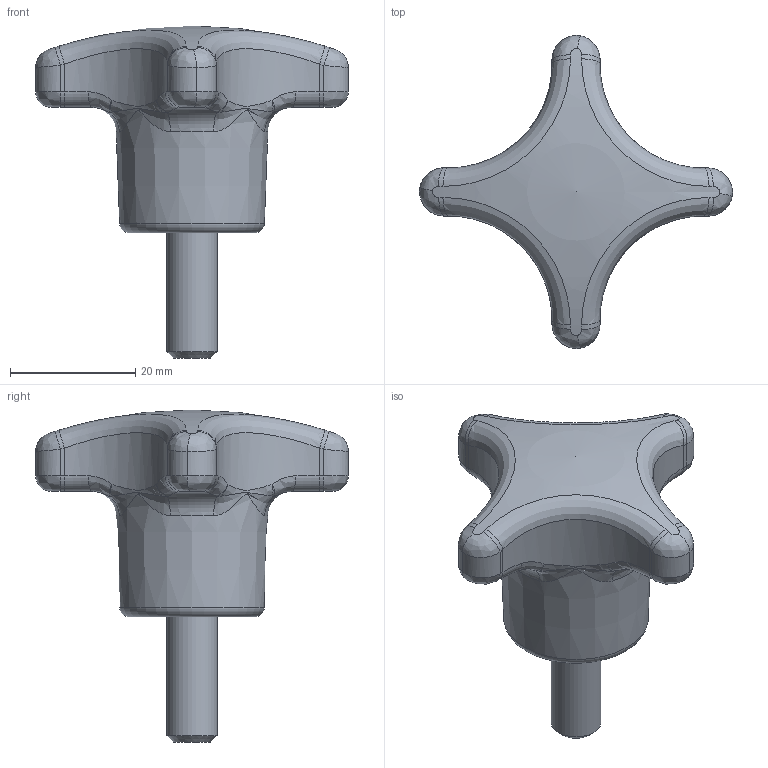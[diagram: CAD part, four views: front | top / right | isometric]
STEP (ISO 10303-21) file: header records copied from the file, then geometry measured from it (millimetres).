
FILE_DESCRIPTION( ( 'Unknown' ), '1' );
FILE_NAME( '7121135_VQP50_M08x20.stp', 'Unknown', ( 'Unknown' ), ( 'Unknown' ), 'PSStep 11.0', 'Unknown', ' ' );
FILE_SCHEMA( ( 'AUTOMOTIVE_DESIGN { 1 0 10303 214 1 1 1 1 }' ) );
Length unit declared in the file: millimetre
Products named in the file (1): 1
Bounding box: 49.98 x 49.98 x 53 mm (x, y, z)
Volume: 20272.7 mm3; surface area: 5054.5 mm2
Topology: 1 solids, 1 shells, 103 faces, 251 edges, 142 vertices
Faces by surface type: bspline 44, cylinder 21, torus 21, plane 14, cone 2, sphere 1
Full cylindrical faces by diameter (mm): 8 x1
Entity records: 13464 total; most frequent: CARTESIAN_POINT 10586, ORIENTED_EDGE 466, DIRECTION 374, EDGE_CURVE 233, AXIS2_PLACEMENT_3D 169, VERTEX_POINT 137, CIRCLE 109, EDGE_LOOP 108
